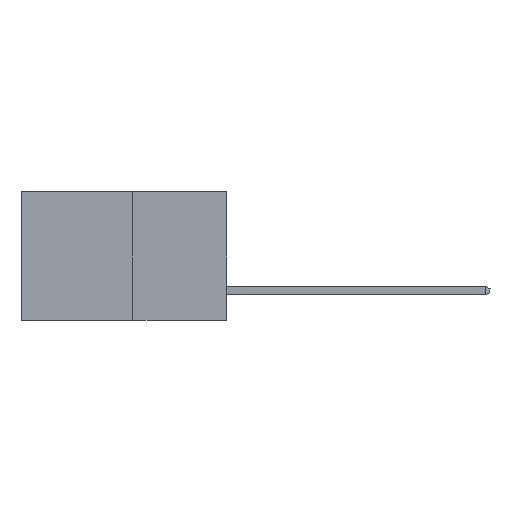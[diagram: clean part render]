
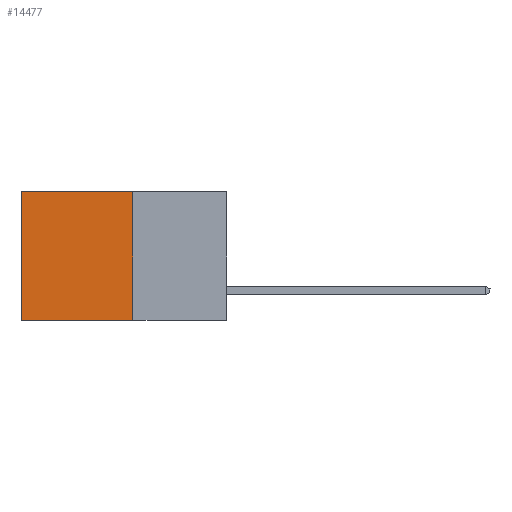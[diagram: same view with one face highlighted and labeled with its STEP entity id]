
A CAD part, left-side view. The second image highlights one B-rep face of the part: STEP entity #14477.
In plain terms, the highlighted planar face has unit normal (-1, 0, 0).
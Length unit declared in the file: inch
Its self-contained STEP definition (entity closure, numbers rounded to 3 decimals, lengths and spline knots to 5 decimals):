
#55 = ORIENTED_EDGE ( 'NONE', *, *, #18475, .T. ) ;
#261 = EDGE_CURVE ( 'NONE', #4139, #359, #1419, .T. ) ;
#312 = FACE_OUTER_BOUND ( 'NONE', #7558, .T. ) ;
#321 = VERTEX_POINT ( 'NONE', #8505 ) ;
#356 = DIRECTION ( 'NONE',  ( 0., 1., 0. ) ) ;
#359 = VERTEX_POINT ( 'NONE', #11048 ) ;
#1419 = LINE ( 'NONE', #13418, #12067 ) ;
#2384 = DIRECTION ( 'NONE',  ( 0., 0., -1. ) ) ;
#3342 = CARTESIAN_POINT ( 'NONE',  ( 0.277, 0.27, 0. ) ) ;
#3535 = VERTEX_POINT ( 'NONE', #17179 ) ;
#4139 = VERTEX_POINT ( 'NONE', #11343 ) ;
#4155 = VECTOR ( 'NONE', #14107, 39.37008 ) ;
#4330 = DIRECTION ( 'NONE',  ( 0., 0., -1. ) ) ;
#4652 = EDGE_CURVE ( 'NONE', #321, #3535, #8099, .T. ) ;
#5288 = ORIENTED_EDGE ( 'NONE', *, *, #261, .F. ) ;
#5525 = EDGE_CURVE ( 'NONE', #359, #3535, #8066, .T. ) ;
#5883 = ORIENTED_EDGE ( 'NONE', *, *, #5525, .F. ) ;
#6189 = AXIS2_PLACEMENT_3D ( 'NONE', #18015, #11058, #2384 ) ;
#6214 = ORIENTED_EDGE ( 'NONE', *, *, #4652, .T. ) ;
#6791 = CARTESIAN_POINT ( 'NONE',  ( 0.277, 0.59, -0.37 ) ) ;
#6930 = DIRECTION ( 'NONE',  ( 0., 0., -1. ) ) ;
#7558 = EDGE_LOOP ( 'NONE', ( #6214, #5883, #5288, #55 ) ) ;
#8066 = LINE ( 'NONE', #14324, #4155 ) ;
#8099 = LINE ( 'NONE', #6791, #18398 ) ;
#8505 = CARTESIAN_POINT ( 'NONE',  ( 0.277, 0.59, 0. ) ) ;
#9619 = PLANE ( 'NONE',  #6189 ) ;
#10257 = LINE ( 'NONE', #3342, #13580 ) ;
#11048 = CARTESIAN_POINT ( 'NONE',  ( 0.277, 0.27, -0.37 ) ) ;
#11058 = DIRECTION ( 'NONE',  ( 1., 0., 0. ) ) ;
#11343 = CARTESIAN_POINT ( 'NONE',  ( 0.277, 0.27, 0. ) ) ;
#12067 = VECTOR ( 'NONE', #4330, 39.37008 ) ;
#13418 = CARTESIAN_POINT ( 'NONE',  ( 0.277, 0.27, -0.37 ) ) ;
#13580 = VECTOR ( 'NONE', #356, 39.37008 ) ;
#14107 = DIRECTION ( 'NONE',  ( 0., 1., 0. ) ) ;
#14324 = CARTESIAN_POINT ( 'NONE',  ( 0.277, 0.27, -0.37 ) ) ;
#14477 = ADVANCED_FACE ( 'NONE', ( #312 ), #9619, .F. ) ;
#17179 = CARTESIAN_POINT ( 'NONE',  ( 0.277, 0.59, -0.37 ) ) ;
#18015 = CARTESIAN_POINT ( 'NONE',  ( 0.277, 0.27, -0.37 ) ) ;
#18398 = VECTOR ( 'NONE', #6930, 39.37008 ) ;
#18475 = EDGE_CURVE ( 'NONE', #4139, #321, #10257, .T. ) ;
